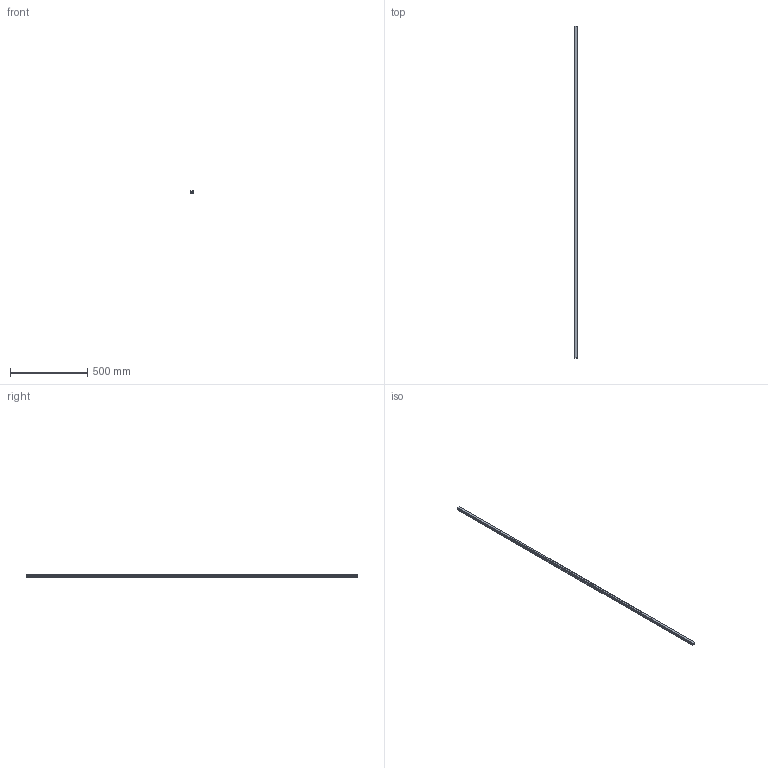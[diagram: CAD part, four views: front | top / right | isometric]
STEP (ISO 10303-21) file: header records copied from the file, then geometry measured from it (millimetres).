
FILE_DESCRIPTION(('STEP AP214'),'1');
FILE_NAME('cctmp_EB7CE2AC-8FE3-4F7F-A4B1-DEAB307EC7FB_2021_01_22_12_30_37_0753..stp','2021-01-22T11:30:37',('HIWIN GmbH'),('CADClick - www.CADClick.com'),'Spatial InterOp 3D',' ','unknown authorization');
FILE_SCHEMA(('AUTOMOTIVE_DESIGN'));
Length unit declared in the file: millimetre
Products named in the file (1): HGR20T2150C_FILE
Bounding box: 20 x 2150 x 17.5 mm (x, y, z)
Volume: 634969 mm3; surface area: 171551.5 mm2
Topology: 1 solids, 1 shells, 251 faces, 663 edges, 382 vertices
Faces by surface type: cylinder 94, plane 85, cone 72
Entity records: 9217 total; most frequent: DIRECTION 1283, CARTESIAN_POINT 1225, ORIENTED_EDGE 1182, EDGE_CURVE 591, AXIS2_PLACEMENT_3D 440, LINE 403, VECTOR 403, VERTEX_POINT 382
